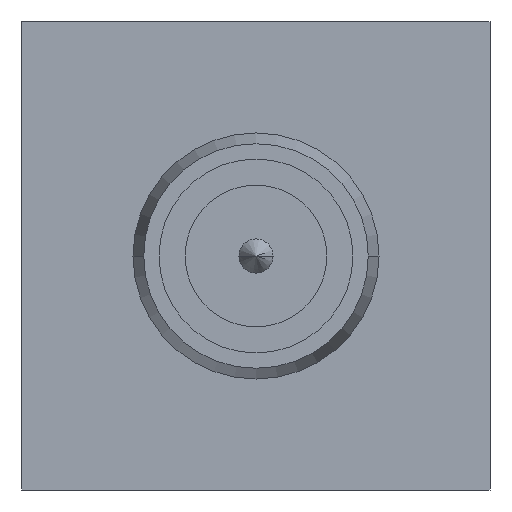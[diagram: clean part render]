
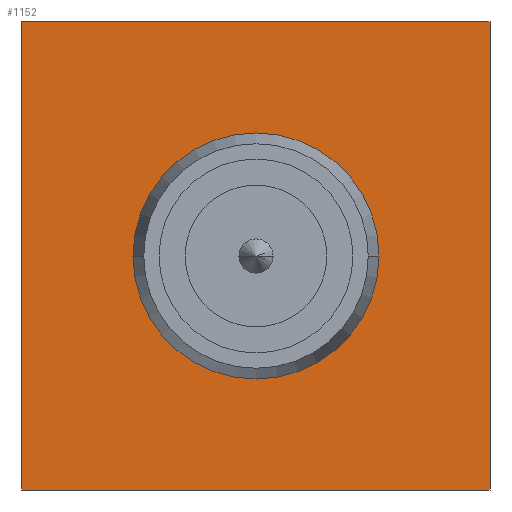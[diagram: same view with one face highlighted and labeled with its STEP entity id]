
A CAD part, left-side view. The second image highlights one B-rep face of the part: STEP entity #1152.
In plain terms, the highlighted planar face has unit normal (-1, 0, 0).
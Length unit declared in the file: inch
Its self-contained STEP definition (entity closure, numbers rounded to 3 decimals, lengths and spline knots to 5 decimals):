
#201=CARTESIAN_POINT('',(0.22835,0.,0.));
#202=DIRECTION('',(-1.,0.,0.));
#203=DIRECTION('',(0.,1.,0.));
#204=AXIS2_PLACEMENT_3D('',#201,#202,#203);
#206=CARTESIAN_POINT('',(0.22835,0.,0.));
#207=DIRECTION('',(1.,0.,0.));
#208=DIRECTION('',(0.,1.,0.));
#209=AXIS2_PLACEMENT_3D('',#206,#207,#208);
#231=DIRECTION('',(0.,0.,1.));
#232=VECTOR('',#231,0.27559);
#233=CARTESIAN_POINT('',(0.22835,0.1378,
-0.1378));
#234=LINE('',#233,#232);
#275=DIRECTION('',(0.,1.,0.));
#276=VECTOR('',#275,0.27559);
#277=CARTESIAN_POINT('',(0.22835,-0.1378,
-0.1378));
#278=LINE('',#277,#276);
#319=DIRECTION('',(0.,0.,-1.));
#320=VECTOR('',#319,0.27559);
#321=CARTESIAN_POINT('',(0.22835,-0.1378,
0.1378));
#322=LINE('',#321,#320);
#363=DIRECTION('',(0.,-1.,0.));
#364=VECTOR('',#363,0.27559);
#365=CARTESIAN_POINT('',(0.22835,0.1378,
0.1378));
#366=LINE('',#365,#364);
#621=CARTESIAN_POINT('',(0.22835,0.07244,0.));
#622=CARTESIAN_POINT('',(0.22835,-0.07244,0.));
#623=VERTEX_POINT('',#621);
#624=VERTEX_POINT('',#622);
#653=CARTESIAN_POINT('',(0.22835,0.1378,
-0.1378));
#654=CARTESIAN_POINT('',(0.22835,0.1378,
0.1378));
#655=VERTEX_POINT('',#653);
#656=VERTEX_POINT('',#654);
#657=CARTESIAN_POINT('',(0.22835,-0.1378,
0.1378));
#658=VERTEX_POINT('',#657);
#659=CARTESIAN_POINT('',(0.22835,-0.1378,
-0.1378));
#660=VERTEX_POINT('',#659);
#1133=CARTESIAN_POINT('',(0.22835,0.,0.));
#1134=DIRECTION('',(1.,0.,0.));
#1135=DIRECTION('',(0.,-1.,0.));
#1136=AXIS2_PLACEMENT_3D('',#1133,#1134,#1135);
#1137=PLANE('',#1136);
#1139=ORIENTED_EDGE('',*,*,#1138,.T.);
#1141=ORIENTED_EDGE('',*,*,#1140,.T.);
#1143=ORIENTED_EDGE('',*,*,#1142,.T.);
#1145=ORIENTED_EDGE('',*,*,#1144,.T.);
#1146=EDGE_LOOP('',(#1139,#1141,#1143,#1145));
#1147=FACE_OUTER_BOUND('',#1146,.F.);
#1148=ORIENTED_EDGE('',*,*,#1115,.T.);
#1149=ORIENTED_EDGE('',*,*,#1100,.F.);
#1150=EDGE_LOOP('',(#1148,#1149));
#1151=FACE_BOUND('',#1150,.F.);
#1152=ADVANCED_FACE('',(#1147,#1151),#1137,.F.);
#205=CIRCLE('',#204,0.07244);
#210=CIRCLE('',#209,0.07244);
#1100=EDGE_CURVE('',#623,#624,#210,.T.);
#1115=EDGE_CURVE('',#623,#624,#205,.T.);
#1138=EDGE_CURVE('',#655,#656,#234,.T.);
#1140=EDGE_CURVE('',#656,#658,#366,.T.);
#1142=EDGE_CURVE('',#658,#660,#322,.T.);
#1144=EDGE_CURVE('',#660,#655,#278,.T.);
